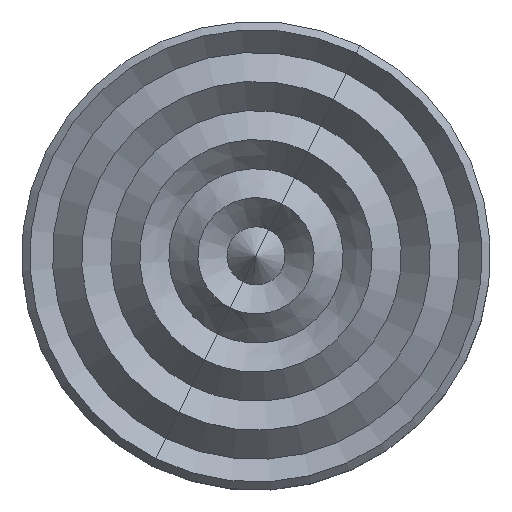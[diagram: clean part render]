
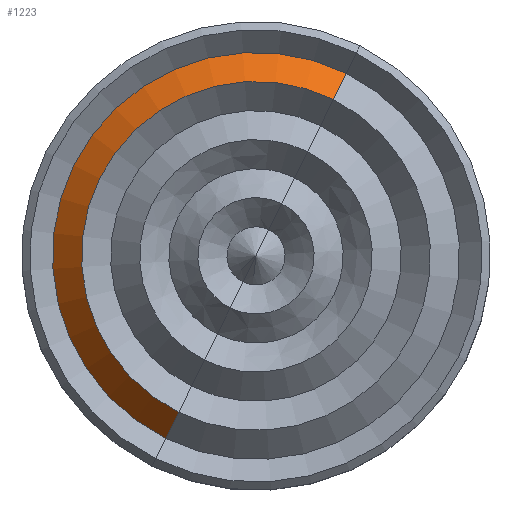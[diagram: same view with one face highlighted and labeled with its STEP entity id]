
A CAD part, top view. The second image highlights one B-rep face of the part: STEP entity #1223.
In plain terms, the highlighted conical face has half-angle 45 degrees and reference radius 2.757 mm.
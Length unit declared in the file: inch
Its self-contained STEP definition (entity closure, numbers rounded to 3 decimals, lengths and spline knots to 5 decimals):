
#52 = ORIENTED_EDGE ( 'NONE', *, *, #1038, .T. ) ;
#65 = CARTESIAN_POINT ( 'NONE',  ( -0.06203, 0., -0.10856 ) ) ;
#97 = VECTOR ( 'NONE', #1008, 39.37008 ) ;
#101 = CONICAL_SURFACE ( 'NONE', #151, 0.10856, 0.785 ) ;
#125 = CIRCLE ( 'NONE', #1845, 0.09305 ) ;
#151 = AXIS2_PLACEMENT_3D ( 'NONE', #1092, #1240, #1232 ) ;
#205 = DIRECTION ( 'NONE',  ( -1., 0., 0. ) ) ;
#278 = VERTEX_POINT ( 'NONE', #1178 ) ;
#282 = DIRECTION ( 'NONE',  ( -1., 0., 0. ) ) ;
#320 = CIRCLE ( 'NONE', #662, 0.10856 ) ;
#358 = DIRECTION ( 'NONE',  ( 0.707, 0., -0.707 ) ) ;
#396 = EDGE_CURVE ( 'NONE', #831, #901, #1276, .T. ) ;
#470 = VECTOR ( 'NONE', #358, 39.37008 ) ;
#472 = FACE_OUTER_BOUND ( 'NONE', #1490, .T. ) ;
#474 = LINE ( 'NONE', #1600, #97 ) ;
#563 = ORIENTED_EDGE ( 'NONE', *, *, #1562, .F. ) ;
#662 = AXIS2_PLACEMENT_3D ( 'NONE', #1131, #282, #1282 ) ;
#749 = CARTESIAN_POINT ( 'NONE',  ( -0.07754, 0., -0.09305 ) ) ;
#831 = VERTEX_POINT ( 'NONE', #749 ) ;
#901 = VERTEX_POINT ( 'NONE', #1438 ) ;
#909 = CARTESIAN_POINT ( 'NONE',  ( -0.07754, 0., 0.09305 ) ) ;
#1008 = DIRECTION ( 'NONE',  ( 0.707, 0., 0.707 ) ) ;
#1038 = EDGE_CURVE ( 'NONE', #278, #901, #320, .T. ) ;
#1046 = CARTESIAN_POINT ( 'NONE',  ( -0.07754, 0., 0. ) ) ;
#1092 = CARTESIAN_POINT ( 'NONE',  ( -0.06203, 0., 0. ) ) ;
#1131 = CARTESIAN_POINT ( 'NONE',  ( -0.06203, 0., 0. ) ) ;
#1161 = ORIENTED_EDGE ( 'NONE', *, *, #396, .F. ) ;
#1178 = CARTESIAN_POINT ( 'NONE',  ( -0.06203, 0., 0.10856 ) ) ;
#1201 = DIRECTION ( 'NONE',  ( 0., 0., 1. ) ) ;
#1223 = ADVANCED_FACE ( 'NONE', ( #472 ), #101, .T. ) ;
#1232 = DIRECTION ( 'NONE',  ( 0., 0., -1. ) ) ;
#1240 = DIRECTION ( 'NONE',  ( 1., 0., 0. ) ) ;
#1276 = LINE ( 'NONE', #65, #470 ) ;
#1282 = DIRECTION ( 'NONE',  ( 0., 0., 1. ) ) ;
#1438 = CARTESIAN_POINT ( 'NONE',  ( -0.06203, 0., -0.10856 ) ) ;
#1490 = EDGE_LOOP ( 'NONE', ( #563, #1827, #52, #1161 ) ) ;
#1562 = EDGE_CURVE ( 'NONE', #1634, #831, #125, .T. ) ;
#1600 = CARTESIAN_POINT ( 'NONE',  ( -0.06203, 0., 0.10856 ) ) ;
#1634 = VERTEX_POINT ( 'NONE', #909 ) ;
#1733 = EDGE_CURVE ( 'NONE', #1634, #278, #474, .T. ) ;
#1827 = ORIENTED_EDGE ( 'NONE', *, *, #1733, .T. ) ;
#1845 = AXIS2_PLACEMENT_3D ( 'NONE', #1046, #205, #1201 ) ;
